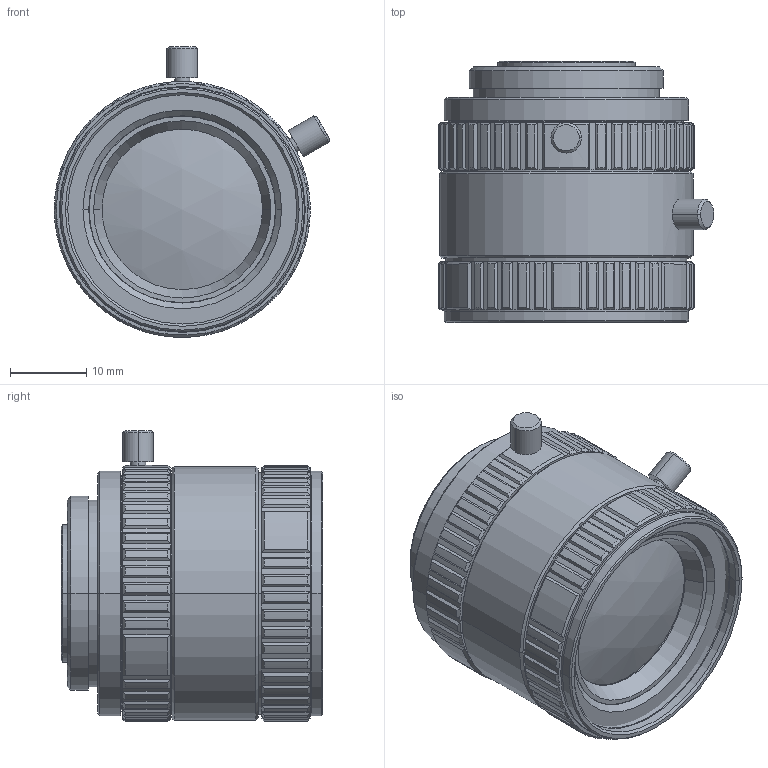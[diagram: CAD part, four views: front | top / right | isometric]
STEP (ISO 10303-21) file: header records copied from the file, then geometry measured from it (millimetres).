
FILE_DESCRIPTION(('STEP AP214'),'1');
FILE_NAME('M1214-MP2.stp','2022-10-24T05:31:29',(' '),(' '),'Spatial InterOp 3D',' ',' ');
FILE_SCHEMA(('AUTOMOTIVE_DESIGN { 1 0 10303 214 1 1 1 1 }'));
Length unit declared in the file: metre
Products named in the file (3): M1214-MP2; Component1; Component2
Assembly tree (2 placements, depth 2):
  M1214-MP2
    Component1
    Component2
Bounding box: 36.05 x 34.19 x 38.04 mm (x, y, z)
Volume: 46957.8 mm3; surface area: 15435.2 mm2
Topology: 2 solids, 2 shells, 1154 faces, 2618 edges, 1518 vertices
Faces by surface type: cylinder 404, cone 392, plane 354, sphere 4
Entity records: 32819 total; most frequent: DIRECTION 6722, CARTESIAN_POINT 5551, ORIENTED_EDGE 5236, AXIS2_PLACEMENT_3D 2963, EDGE_CURVE 2618, CIRCLE 1806, VERTEX_POINT 1518, EDGE_LOOP 1204
